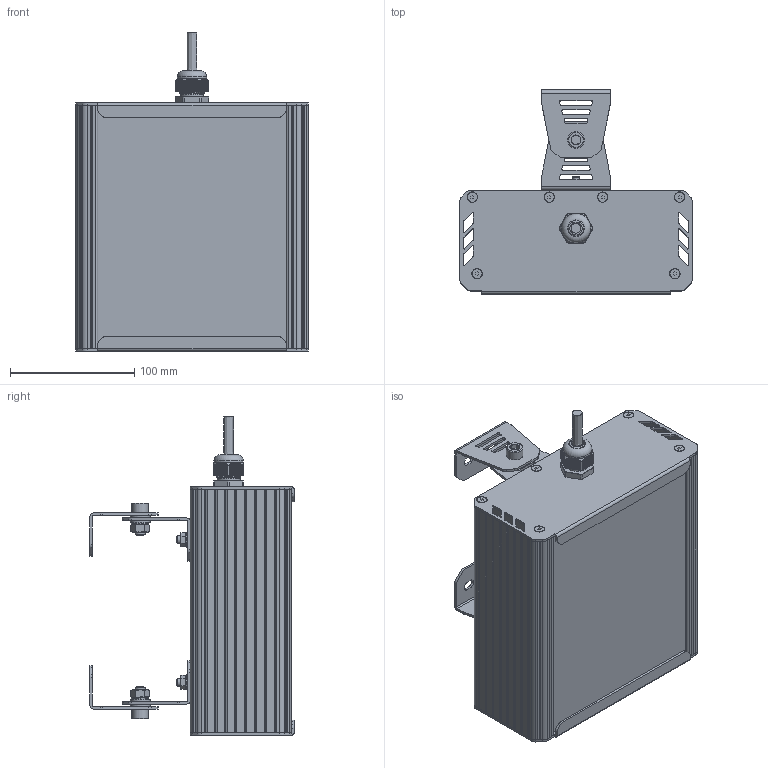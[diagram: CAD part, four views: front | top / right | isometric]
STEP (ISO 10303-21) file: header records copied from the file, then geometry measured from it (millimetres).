
FILE_DESCRIPTION(('STEP AP214'), '1');
FILE_NAME('001.0079.57.000 - ÃÑÏ-Ýêñòðà-Îïòèê-10', '2023-11-02T02:08:40', ('Ëóêîíèí'), ('ÎÊÁ Ñâîé Ñòèëü'), 'C3D Converter', 'C3D Toolkit', '');
FILE_SCHEMA(('AUTOMOTIVE_DESIGN { 1 0 10303 214 3 1 1}'));
Length unit declared in the file: millimetre
Products named in the file (33): 001.0079.57.000; 001.0065.01.000
Assembly tree (56 placements, depth 4):
  001.0079.57.000
    (unnamed)
      (unnamed)
      (unnamed)
      (unnamed)
      (unnamed)  x6
      (unnamed)  x6
      (unnamed)
      (unnamed)
      (unnamed)
      (unnamed)
        (unnamed)
      (unnamed)
        (unnamed)
        (unnamed)
        (unnamed)  x13
        (unnamed)
        (unnamed)
        (unnamed)
        (unnamed)
        (unnamed)
        (unnamed)
        (unnamed)
    001.0065.01.000  x2
      (unnamed)
      (unnamed)
      (unnamed)
      (unnamed)
      (unnamed)
      (unnamed)
      (unnamed)
      (unnamed)
      (unnamed)
Bounding box: 187.37 x 164.65 x 256.43 mm (x, y, z)
Volume: 674876.8 mm3; surface area: 533464.7 mm2
Topology: 73 solids, 73 shells, 2330 faces, 6436 edges, 4320 vertices
Faces by surface type: plane 1323, cylinder 788, cone 178, bspline 29, torus 11, sphere 1
Full cylindrical faces by diameter (mm): 1 x1, 2 x2, 2.5 x4, 2.8 x25, 3.2 x1, 3.5 x6, 4 x12, 6 x4, 6.375 x2, 8 x16, 8.5 x8, 9 x13, 12 x3, 12.5 x1, 13.333 x2, 16 x5, 18.5 x3, 20 x1, 23.5 x1
Entity records: 113051 total; most frequent: CARTESIAN_POINT 47292, ORIENTED_EDGE 10344, DIRECTION 9518, EDGE_CURVE 5172, VERTEX_POINT 3558, AXIS2_PLACEMENT_3D 3205, LINE 3108, VECTOR 3108
